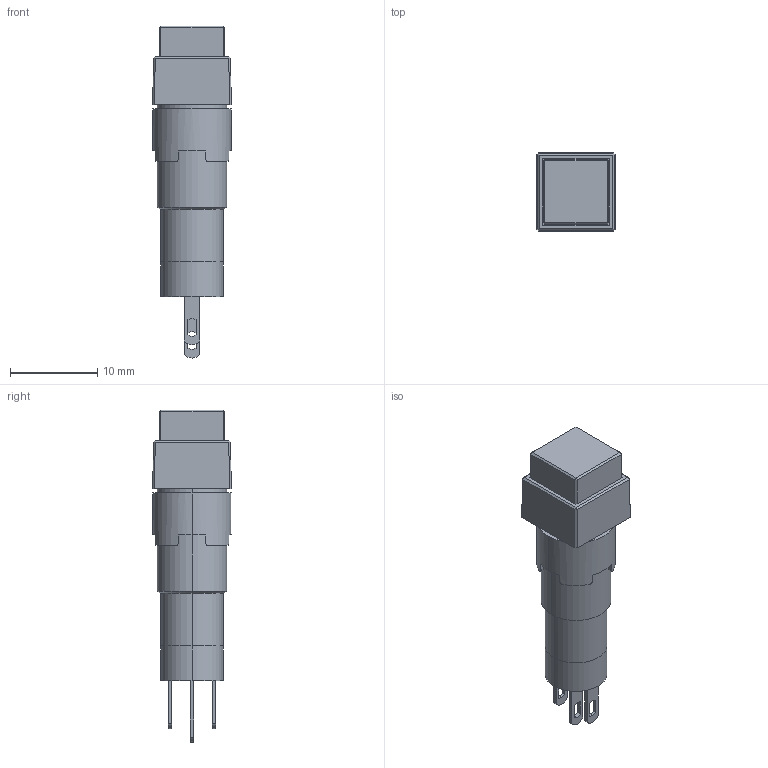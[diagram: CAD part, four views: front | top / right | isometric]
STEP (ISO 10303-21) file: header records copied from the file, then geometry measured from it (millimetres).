
FILE_DESCRIPTION (( 'STEP AP214' ), '1' );
FILE_NAME ('08_AB8Q-[M][A]1$.STEP', '2020-10-23T08:14:50', ( 'IDEC' ), ( 'IDEC' ), 'SwSTEP 2.0', 'SolidWorks 2019', '' );
FILE_SCHEMA (( 'AUTOMOTIVE_DESIGN' ));
Length unit declared in the file: millimetre
Products named in the file (4): A8-NONILL-BASE; 08_AB8Q-[M][A]1$; A8-LOCK-NUT; A8-BODY-Q
Assembly tree (3 placements, depth 2):
  08_AB8Q-[M][A]1$
    A8-BODY-Q
    A8-NONILL-BASE
    A8-LOCK-NUT
Bounding box: 9 x 9 x 38 mm (x, y, z)
Volume: 1702.2 mm3; surface area: 1521.6 mm2
Topology: 3 solids, 3 shells, 113 faces, 278 edges, 176 vertices
Faces by surface type: plane 78, cylinder 33, cone 2
Entity records: 3512 total; most frequent: CARTESIAN_POINT 653, DIRECTION 566, ORIENTED_EDGE 556, EDGE_CURVE 278, LINE 196, VECTOR 196, AXIS2_PLACEMENT_3D 185, VERTEX_POINT 176
